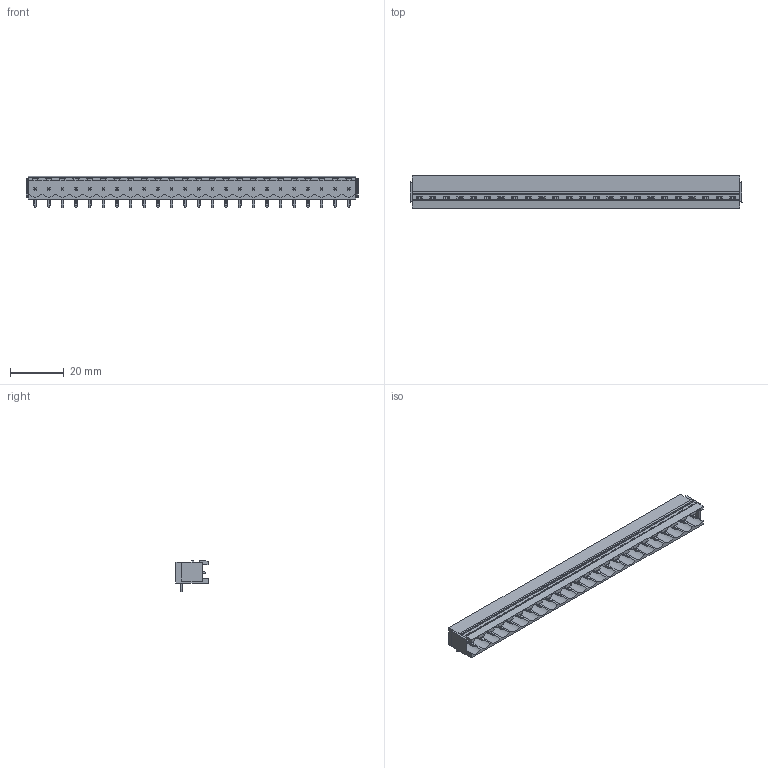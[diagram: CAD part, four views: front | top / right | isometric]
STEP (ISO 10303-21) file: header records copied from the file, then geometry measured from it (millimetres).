
FILE_DESCRIPTION(('CATIA V5 STEP Exchange','CAx-IF Rec.Pracs.--- Model Styling and Organization---1.2---2011-12-15'),'2;1');
FILE_NAME ('D1449358_0', '2018-10-24T16:27:29+00:00', ('none'), ('Weidmueller'), 'CATIA Version 5-6 Release 2014', 'CATIA V5 STEP AP214', 'none');
FILE_SCHEMA(('AUTOMOTIVE_DESIGN { 1 0 10303 214 1 1 1 1 }'));
Length unit declared in the file: millimetre
Products named in the file (1): 1155020000
Bounding box: 123.68 x 12 x 11.63 mm (x, y, z)
Volume: 5646 mm3; surface area: 9434.6 mm2
Topology: 25 solids, 25 shells, 1199 faces, 3339 edges, 2142 vertices
Faces by surface type: plane 789, cylinder 410
Entity records: 33234 total; most frequent: CARTESIAN_POINT 7229, ORIENTED_EDGE 6678, DIRECTION 3425, EDGE_CURVE 3195, VECTOR 2275, LINE 2275, VERTEX_POINT 1950, EDGE_LOOP 1247
